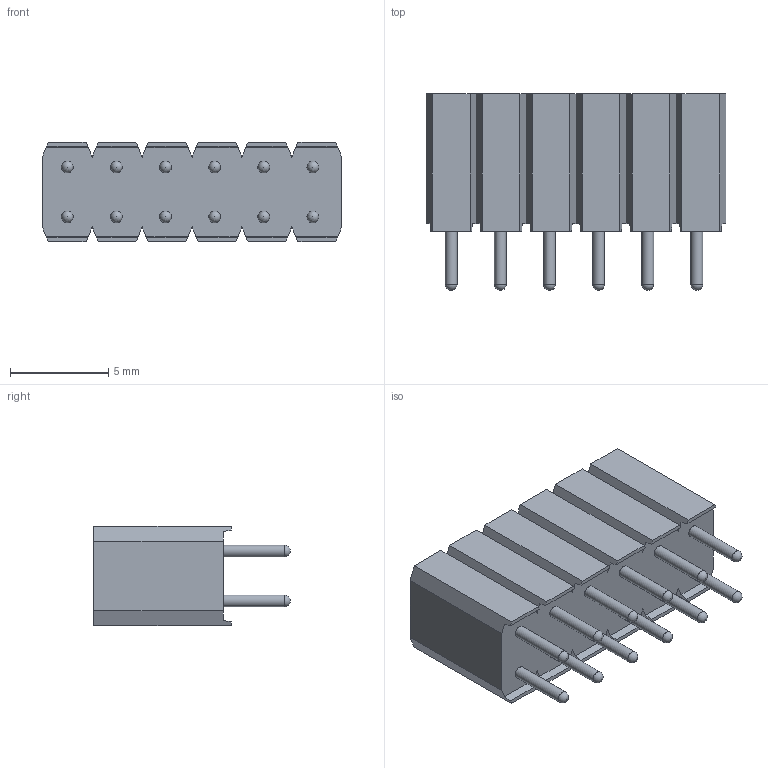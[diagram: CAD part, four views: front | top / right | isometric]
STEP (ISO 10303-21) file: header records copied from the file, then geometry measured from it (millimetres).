
FILE_DESCRIPTION(/* description */ (''),/* implementation_level */ '2;1');
FILE_NAME(/* name */ '153C-012-2-50-xx.stp',/* time_stamp */ '2025-07-17T14:55:26+02:00',/* author */ ('andreas.larin'),/* organization */ (''),/* preprocessor_version */ 'ST-DEVELOPER v20',/* originating_system */ 'Autodesk Inventor 2025',/* authorisation */ '');
FILE_SCHEMA (('AUTOMOTIVE_DESIGN { 1 0 10303 214 3 1 1 }'));
Length unit declared in the file: millimetre
Products named in the file (1): 153C-012-2-50-xx
Bounding box: 15.24 x 10 x 5.08 mm (x, y, z)
Volume: 475.7 mm3; surface area: 636.4 mm2
Topology: 1 solids, 1 shells, 112 faces, 282 edges, 184 vertices
Faces by surface type: plane 76, cylinder 24, sphere 12
Full cylindrical faces by diameter (mm): 0.6 x12, 1.88 x12
Entity records: 3313 total; most frequent: CARTESIAN_POINT 567, DIRECTION 556, ORIENTED_EDGE 540, EDGE_CURVE 270, LINE 210, VECTOR 210, VERTEX_POINT 184, AXIS2_PLACEMENT_3D 173
